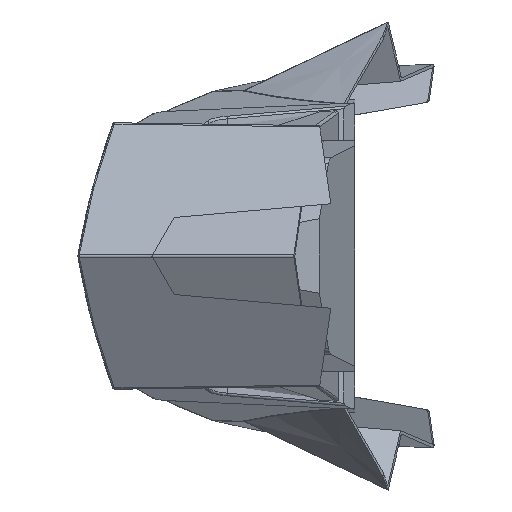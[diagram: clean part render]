
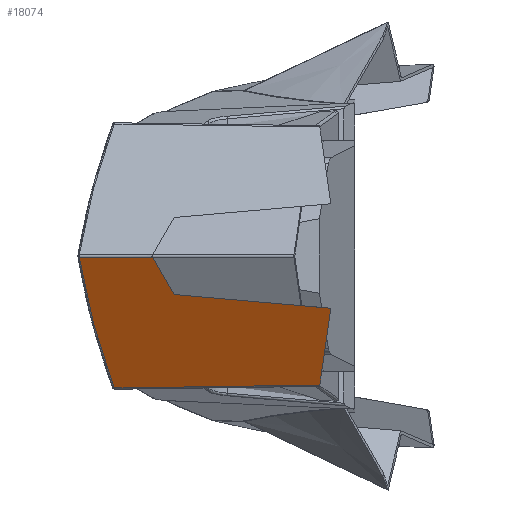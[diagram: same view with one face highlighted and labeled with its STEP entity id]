
A CAD part, front view. The second image highlights one B-rep face of the part: STEP entity #18074.
In plain terms, the highlighted face is planar.
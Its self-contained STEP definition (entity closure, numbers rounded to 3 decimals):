
#16514=CARTESIAN_POINT('',(-152.086,-40.665,-40.78));
#16515=VERTEX_POINT('',#16514);
#16522=CARTESIAN_POINT('',(-117.905,-100.463,-49.303));
#16523=VERTEX_POINT('',#16522);
#16524=CARTESIAN_POINT('',(-117.905,-100.463,-49.303));
#16525=DIRECTION('',(-0.492,0.862,0.123));
#16526=VECTOR('',#16525,69.404);
#16527=LINE('',#16524,#16526);
#16528=EDGE_CURVE('',#16523,#16515,#16527,.T.);
#17894=CARTESIAN_POINT('',(-163.158,-30.,-162.679));
#17895=VERTEX_POINT('',#17894);
#17902=CARTESIAN_POINT('',(-152.086,-40.665,-40.78));
#17903=DIRECTION('',(-0.09,0.087,-0.992));
#17904=VECTOR('',#17903,122.865);
#17905=LINE('',#17902,#17904);
#17906=EDGE_CURVE('',#16515,#17895,#17905,.T.);
#17942=CARTESIAN_POINT('',(-180.577,-0.999,-179.423));
#17943=VERTEX_POINT('',#17942);
#17951=CARTESIAN_POINT('',(-163.158,-30.0,-162.679));
#17952=DIRECTION('',(-0.461,0.768,-0.444));
#17953=VECTOR('',#17952,37.746);
#17954=LINE('',#17951,#17953);
#17955=EDGE_CURVE('',#17895,#17943,#17954,.T.);
#18041=CARTESIAN_POINT('',(-176.444,4.362,-0.152));
#18042=DIRECTION('',(-0.865,-0.5,0.035));
#18043=DIRECTION('',(0.03,0.017,0.999));
#18044=AXIS2_PLACEMENT_3D('',#18041,#18042,#18043);
#18045=PLANE('',#18044);
#18046=ORIENTED_EDGE('',*,*,#17906,.T.);
#18047=ORIENTED_EDGE('',*,*,#17955,.T.);
#18048=CARTESIAN_POINT('',(-182.88,-0.999,-236.543));
#18049=VERTEX_POINT('',#18048);
#18050=CARTESIAN_POINT('',(-182.88,-0.999,-236.543));
#18051=DIRECTION('',(0.04,0.,0.999));
#18052=VECTOR('',#18051,57.167);
#18053=LINE('',#18050,#18052);
#18054=EDGE_CURVE('',#18049,#17943,#18053,.T.);
#18055=ORIENTED_EDGE('',*,*,#18054,.F.);
#18056=CARTESIAN_POINT('',(-123.046,-102.752,-209.574));
#18057=VERTEX_POINT('',#18056);
#18058=CARTESIAN_POINT('',(-123.046,-102.752,-209.574));
#18059=CARTESIAN_POINT('',(-142.644,-69.663,-221.822));
#18060=CARTESIAN_POINT('',(-162.73,-35.504,-230.848));
#18061=CARTESIAN_POINT('',(-182.88,-0.999,-236.543));
#18062=B_SPLINE_CURVE_WITH_KNOTS('',3,(#18058,#18059,#18060,#18061),.UNSPECIFIED.,.F.,.U.,(4,4),(0.,12.108),.UNSPECIFIED.);
#18063=EDGE_CURVE('',#18057,#18049,#18062,.T.);
#18064=ORIENTED_EDGE('',*,*,#18063,.F.);
#18065=CARTESIAN_POINT('',(-117.905,-100.463,-49.303));
#18066=DIRECTION('',(-0.032,-0.014,-0.999));
#18067=VECTOR('',#18066,160.37);
#18068=LINE('',#18065,#18067);
#18069=EDGE_CURVE('',#16523,#18057,#18068,.T.);
#18070=ORIENTED_EDGE('',*,*,#18069,.F.);
#18071=ORIENTED_EDGE('',*,*,#16528,.T.);
#18072=EDGE_LOOP('',(#18046,#18047,#18055,#18064,#18070,#18071));
#18073=FACE_OUTER_BOUND('',#18072,.T.);
#18074=ADVANCED_FACE('',(#18073),#18045,.T.);
